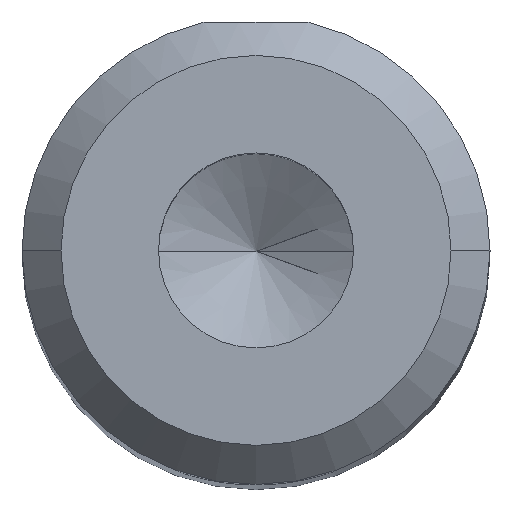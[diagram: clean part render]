
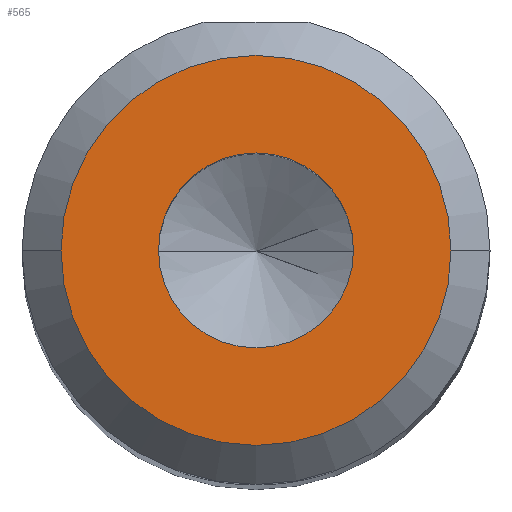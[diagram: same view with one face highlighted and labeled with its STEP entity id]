
A CAD part, top view. The second image highlights one B-rep face of the part: STEP entity #565.
In plain terms, the highlighted planar face has unit normal (0, 0, 1).
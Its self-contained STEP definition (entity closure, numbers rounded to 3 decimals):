
#38 = FACE_OUTER_BOUND ( 'NONE', #651, .T. ) ;
#53 = ORIENTED_EDGE ( 'NONE', *, *, #820, .F. ) ;
#66 = CARTESIAN_POINT ( 'NONE',  ( 0., 0., 40. ) ) ;
#81 = CARTESIAN_POINT ( 'NONE',  ( 0., 0., 40. ) ) ;
#98 = AXIS2_PLACEMENT_3D ( 'NONE', #508, #1191, #601 ) ;
#143 = AXIS2_PLACEMENT_3D ( 'NONE', #66, #169, #854 ) ;
#167 = AXIS2_PLACEMENT_3D ( 'NONE', #430, #1113, #531 ) ;
#169 = DIRECTION ( 'NONE',  ( 0., 0., 1. ) ) ;
#188 = DIRECTION ( 'NONE',  ( 1., 0., 0. ) ) ;
#235 = CIRCLE ( 'NONE', #167, 2.5 ) ;
#279 = AXIS2_PLACEMENT_3D ( 'NONE', #81, #771, #188 ) ;
#344 = CARTESIAN_POINT ( 'NONE',  ( -2.5, 0., 40. ) ) ;
#408 = AXIS2_PLACEMENT_3D ( 'NONE', #564, #1249, #676 ) ;
#424 = ORIENTED_EDGE ( 'NONE', *, *, #740, .T. ) ;
#430 = CARTESIAN_POINT ( 'NONE',  ( 0., 0., 40. ) ) ;
#497 = VERTEX_POINT ( 'NONE', #1220 ) ;
#508 = CARTESIAN_POINT ( 'NONE',  ( 0., 0., 40. ) ) ;
#523 = CIRCLE ( 'NONE', #279, 5. ) ;
#525 = FACE_BOUND ( 'NONE', #936, .T. ) ;
#531 = DIRECTION ( 'NONE',  ( 1., 0., 0. ) ) ;
#564 = CARTESIAN_POINT ( 'NONE',  ( 0., 0., 40. ) ) ;
#565 = ADVANCED_FACE ( 'NONE', ( #38, #525 ), #754, .T. ) ;
#601 = DIRECTION ( 'NONE',  ( 1., 0., 0. ) ) ;
#628 = CIRCLE ( 'NONE', #98, 5. ) ;
#647 = VERTEX_POINT ( 'NONE', #671 ) ;
#651 = EDGE_LOOP ( 'NONE', ( #1090, #424 ) ) ;
#671 = CARTESIAN_POINT ( 'NONE',  ( 5., 0., 40. ) ) ;
#676 = DIRECTION ( 'NONE',  ( 1., 0., 0. ) ) ;
#721 = ORIENTED_EDGE ( 'NONE', *, *, #1062, .F. ) ;
#740 = EDGE_CURVE ( 'NONE', #647, #497, #628, .T. ) ;
#754 = PLANE ( 'NONE',  #143 ) ;
#771 = DIRECTION ( 'NONE',  ( 0., 0., 1. ) ) ;
#820 = EDGE_CURVE ( 'NONE', #875, #986, #235, .T. ) ;
#847 = CIRCLE ( 'NONE', #408, 2.5 ) ;
#854 = DIRECTION ( 'NONE',  ( 1., 0., 0. ) ) ;
#875 = VERTEX_POINT ( 'NONE', #344 ) ;
#936 = EDGE_LOOP ( 'NONE', ( #721, #53 ) ) ;
#986 = VERTEX_POINT ( 'NONE', #1188 ) ;
#1051 = EDGE_CURVE ( 'NONE', #497, #647, #523, .T. ) ;
#1062 = EDGE_CURVE ( 'NONE', #986, #875, #847, .T. ) ;
#1090 = ORIENTED_EDGE ( 'NONE', *, *, #1051, .T. ) ;
#1113 = DIRECTION ( 'NONE',  ( 0., 0., 1. ) ) ;
#1188 = CARTESIAN_POINT ( 'NONE',  ( 2.5, 0., 40. ) ) ;
#1191 = DIRECTION ( 'NONE',  ( 0., 0., 1. ) ) ;
#1220 = CARTESIAN_POINT ( 'NONE',  ( -5., 0., 40. ) ) ;
#1249 = DIRECTION ( 'NONE',  ( 0., 0., 1. ) ) ;
